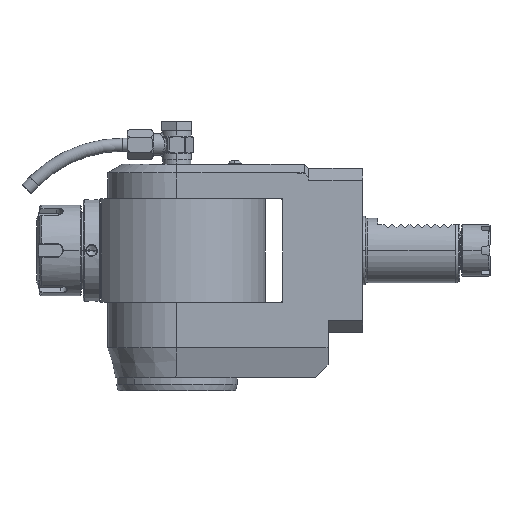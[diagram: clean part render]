
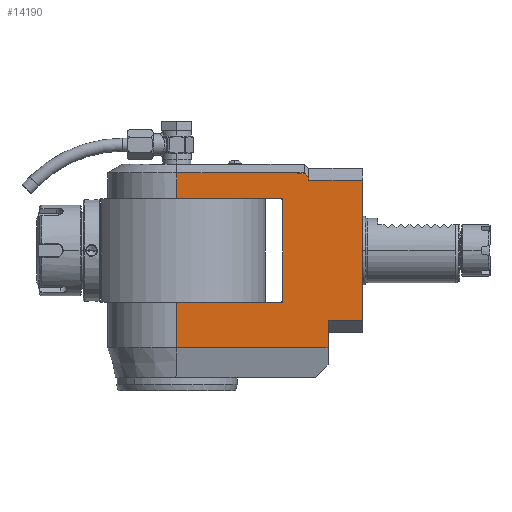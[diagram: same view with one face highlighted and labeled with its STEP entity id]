
A CAD part, left-side view. The second image highlights one B-rep face of the part: STEP entity #14190.
In plain terms, the highlighted planar face has unit normal (-1, 0, 0).
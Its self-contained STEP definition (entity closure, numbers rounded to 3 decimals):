
#243=DIRECTION('',(0.,1.,0.));
#244=VECTOR('',#243,56.);
#245=CARTESIAN_POINT('',(-32.,-56.,35.959));
#246=LINE('',#245,#244);
#273=DIRECTION('',(0.,0.,1.));
#274=VECTOR('',#273,0.5);
#275=CARTESIAN_POINT('',(-32.,-56.,35.459));
#276=LINE('',#275,#274);
#281=DIRECTION('',(0.,1.,0.));
#282=VECTOR('',#281,3.433);
#283=CARTESIAN_POINT('',(-32.,-59.433,35.459));
#284=LINE('',#283,#282);
#285=DIRECTION('',(0.,0.655,0.756));
#286=VECTOR('',#285,2.394);
#287=CARTESIAN_POINT('',(-32.,-61.,33.649));
#288=LINE('',#287,#286);
#289=DIRECTION('',(0.,-1.,0.));
#290=VECTOR('',#289,25.);
#291=CARTESIAN_POINT('',(-32.,-61.,32.515));
#292=LINE('',#291,#290);
#293=DIRECTION('',(0.,-1.,0.));
#294=VECTOR('',#293,16.);
#295=CARTESIAN_POINT('',(-32.,-70.,-32.515));
#296=LINE('',#295,#294);
#297=DIRECTION('',(0.,1.,0.));
#298=VECTOR('',#297,23.368);
#299=CARTESIAN_POINT('',(-32.,-49.,24.));
#300=LINE('',#299,#298);
#305=DIRECTION('',(0.,0.,-1.));
#306=VECTOR('',#305,11.959);
#307=CARTESIAN_POINT('',(-32.,0.,35.959));
#308=LINE('',#307,#306);
#324=DIRECTION('',(0.,-1.,0.));
#325=VECTOR('',#324,25.632);
#326=CARTESIAN_POINT('',(-32.,0.,24.));
#327=LINE('',#326,#325);
#363=DIRECTION('',(0.,1.,0.));
#364=VECTOR('',#363,23.368);
#365=CARTESIAN_POINT('',(-32.,-49.,-24.));
#366=LINE('',#365,#364);
#375=DIRECTION('',(0.,0.,-1.));
#376=VECTOR('',#375,48.);
#377=CARTESIAN_POINT('',(-32.,-49.,24.));
#378=LINE('',#377,#376);
#610=DIRECTION('',(0.,1.,0.));
#611=VECTOR('',#610,25.632);
#612=CARTESIAN_POINT('',(-32.,-25.632,-24.));
#613=LINE('',#612,#611);
#4179=DIRECTION('',(0.,0.,-1.));
#4180=VECTOR('',#4179,21.);
#4181=CARTESIAN_POINT('',(-32.,0.,-24.));
#4182=LINE('',#4181,#4180);
#4193=DIRECTION('',(0.,-1.,0.));
#4194=VECTOR('',#4193,70.);
#4195=CARTESIAN_POINT('',(-32.,0.,
-45.));
#4196=LINE('',#4195,#4194);
#4219=DIRECTION('',(0.,0.,1.));
#4220=VECTOR('',#4219,12.485);
#4221=CARTESIAN_POINT('',(-32.,-70.,-45.));
#4222=LINE('',#4221,#4220);
#4519=DIRECTION('',(0.,0.,-1.));
#4520=VECTOR('',#4519,65.03);
#4521=CARTESIAN_POINT('',(-32.,-86.,32.515));
#4522=LINE('',#4521,#4520);
#4731=DIRECTION('',(0.,0.,1.));
#4732=VECTOR('',#4731,1.134);
#4733=CARTESIAN_POINT('',(-32.,-61.,32.515));
#4734=LINE('',#4733,#4732);
#12472=CARTESIAN_POINT('',(-32.,-61.,33.649));
#12473=CARTESIAN_POINT('',(-32.,-59.433,35.459));
#12474=VERTEX_POINT('',#12472);
#12475=VERTEX_POINT('',#12473);
#13657=CARTESIAN_POINT('',(-32.,-86.,32.515));
#13659=VERTEX_POINT('',#13657);
#13664=CARTESIAN_POINT('',(-32.,-49.,24.));
#13665=CARTESIAN_POINT('',(-32.,-49.,-24.));
#13666=VERTEX_POINT('',#13664);
#13667=VERTEX_POINT('',#13665);
#13680=CARTESIAN_POINT('',(-32.,-25.632,-24.));
#13681=VERTEX_POINT('',#13680);
#13684=CARTESIAN_POINT('',(-32.,-25.632,24.));
#13685=VERTEX_POINT('',#13684);
#13696=CARTESIAN_POINT('',(-32.,-70.,-45.));
#13698=VERTEX_POINT('',#13696);
#13708=CARTESIAN_POINT('',(-32.,-86.,-32.515));
#13709=VERTEX_POINT('',#13708);
#13712=CARTESIAN_POINT('',(-32.,-56.,35.959));
#13713=CARTESIAN_POINT('',(-32.,0.,35.959));
#13714=VERTEX_POINT('',#13712);
#13715=VERTEX_POINT('',#13713);
#13726=CARTESIAN_POINT('',(-32.,-70.,-32.515));
#13727=VERTEX_POINT('',#13726);
#13737=CARTESIAN_POINT('',(-32.,0.,-45.));
#13739=VERTEX_POINT('',#13737);
#13756=CARTESIAN_POINT('',(-32.,-56.,35.459));
#13758=VERTEX_POINT('',#13756);
#13882=CARTESIAN_POINT('',(-32.,-61.,32.515));
#13883=VERTEX_POINT('',#13882);
#13888=CARTESIAN_POINT('',(-32.,0.,-24.));
#13889=VERTEX_POINT('',#13888);
#13891=CARTESIAN_POINT('',(-32.,0.,24.));
#13893=VERTEX_POINT('',#13891);
#14152=CARTESIAN_POINT('',(-32.,0.,-59.));
#14153=DIRECTION('',(-1.,0.,0.));
#14154=DIRECTION('',(0.,-1.,0.));
#14155=AXIS2_PLACEMENT_3D('',#14152,#14153,#14154);
#14156=PLANE('',#14155);
#14158=ORIENTED_EDGE('',*,*,#14157,.F.);
#14159=ORIENTED_EDGE('',*,*,#14113,.F.);
#14160=ORIENTED_EDGE('',*,*,#14146,.F.);
#14161=ORIENTED_EDGE('',*,*,#14135,.F.);
#14163=ORIENTED_EDGE('',*,*,#14162,.F.);
#14165=ORIENTED_EDGE('',*,*,#14164,.F.);
#14167=ORIENTED_EDGE('',*,*,#14166,.T.);
#14169=ORIENTED_EDGE('',*,*,#14168,.T.);
#14171=ORIENTED_EDGE('',*,*,#14170,.F.);
#14173=ORIENTED_EDGE('',*,*,#14172,.F.);
#14175=ORIENTED_EDGE('',*,*,#14174,.F.);
#14177=ORIENTED_EDGE('',*,*,#14176,.F.);
#14179=ORIENTED_EDGE('',*,*,#14178,.F.);
#14181=ORIENTED_EDGE('',*,*,#14180,.F.);
#14183=ORIENTED_EDGE('',*,*,#14182,.F.);
#14185=ORIENTED_EDGE('',*,*,#14184,.T.);
#14187=ORIENTED_EDGE('',*,*,#14186,.F.);
#14188=EDGE_LOOP('',(#14158,#14159,#14160,#14161,#14163,#14165,#14167,#14169,
#14171,#14173,#14175,#14177,#14179,#14181,#14183,#14185,#14187));
#14189=FACE_OUTER_BOUND('',#14188,.F.);
#14113=EDGE_CURVE('',#13714,#13715,#246,.T.);
#14135=EDGE_CURVE('',#12475,#13758,#284,.T.);
#14146=EDGE_CURVE('',#13758,#13714,#276,.T.);
#14157=EDGE_CURVE('',#13715,#13893,#308,.T.);
#14162=EDGE_CURVE('',#12474,#12475,#288,.T.);
#14164=EDGE_CURVE('',#13883,#12474,#4734,.T.);
#14166=EDGE_CURVE('',#13883,#13659,#292,.T.);
#14168=EDGE_CURVE('',#13659,#13709,#4522,.T.);
#14170=EDGE_CURVE('',#13727,#13709,#296,.T.);
#14172=EDGE_CURVE('',#13698,#13727,#4222,.T.);
#14174=EDGE_CURVE('',#13739,#13698,#4196,.T.);
#14176=EDGE_CURVE('',#13889,#13739,#4182,.T.);
#14178=EDGE_CURVE('',#13681,#13889,#613,.T.);
#14180=EDGE_CURVE('',#13667,#13681,#366,.T.);
#14182=EDGE_CURVE('',#13666,#13667,#378,.T.);
#14184=EDGE_CURVE('',#13666,#13685,#300,.T.);
#14186=EDGE_CURVE('',#13893,#13685,#327,.T.);
#14190=ADVANCED_FACE('',(#14189),#14156,.T.);
